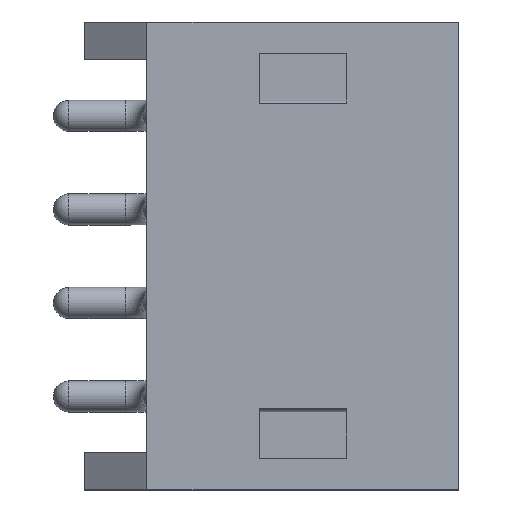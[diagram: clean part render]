
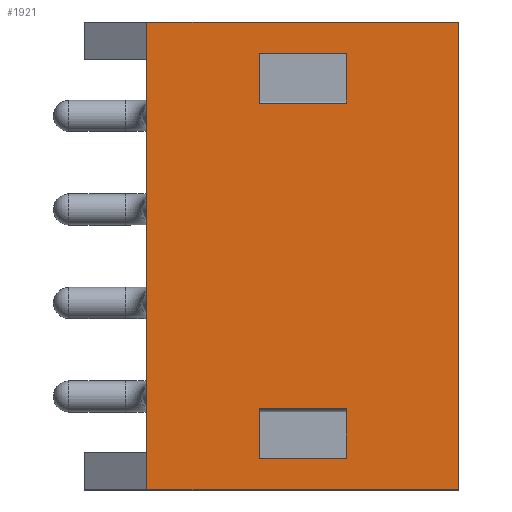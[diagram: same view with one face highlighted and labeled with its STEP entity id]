
A CAD part, top view. The second image highlights one B-rep face of the part: STEP entity #1921.
In plain terms, the highlighted planar face has unit normal (0, 0, 1).
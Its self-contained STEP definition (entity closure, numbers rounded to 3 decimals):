
#23=FACE_BOUND('',#317,.T.);
#24=FACE_BOUND('',#318,.T.);
#87=PLANE('',#2103);
#206=FACE_OUTER_BOUND('',#316,.T.);
#316=EDGE_LOOP('',(#1752,#1753,#1754,#1755));
#317=EDGE_LOOP('',(#1756,#1757,#1758,#1759));
#318=EDGE_LOOP('',(#1760,#1761,#1762,#1763));
#339=LINE('',#2903,#541);
#343=LINE('',#2910,#545);
#370=LINE('',#2966,#572);
#412=LINE('',#3067,#614);
#425=LINE('',#3090,#627);
#434=LINE('',#3106,#636);
#436=LINE('',#3111,#638);
#438=LINE('',#3115,#640);
#505=LINE('',#3249,#707);
#514=LINE('',#3266,#716);
#519=LINE('',#3277,#721);
#520=LINE('',#3278,#722);
#541=VECTOR('',#2304,10.);
#545=VECTOR('',#2310,10.);
#572=VECTOR('',#2349,10.);
#614=VECTOR('',#2437,10.);
#627=VECTOR('',#2456,10.);
#636=VECTOR('',#2469,10.);
#638=VECTOR('',#2473,10.);
#640=VECTOR('',#2477,10.);
#707=VECTOR('',#2600,10.);
#716=VECTOR('',#2611,10.);
#721=VECTOR('',#2628,10.);
#722=VECTOR('',#2629,10.);
#839=VERTEX_POINT('',#2900);
#840=VERTEX_POINT('',#2902);
#842=VERTEX_POINT('',#2908);
#864=VERTEX_POINT('',#2963);
#865=VERTEX_POINT('',#2965);
#901=VERTEX_POINT('',#3065);
#908=VERTEX_POINT('',#3088);
#914=VERTEX_POINT('',#3108);
#915=VERTEX_POINT('',#3110);
#916=VERTEX_POINT('',#3114);
#955=VERTEX_POINT('',#3248);
#962=VERTEX_POINT('',#3264);
#1040=EDGE_CURVE('',#840,#839,#339,.T.);
#1044=EDGE_CURVE('',#839,#842,#343,.T.);
#1071=EDGE_CURVE('',#865,#864,#370,.T.);
#1121=EDGE_CURVE('',#864,#901,#412,.T.);
#1134=EDGE_CURVE('',#908,#901,#425,.T.);
#1143=EDGE_CURVE('',#865,#908,#434,.T.);
#1145=EDGE_CURVE('',#915,#914,#436,.T.);
#1147=EDGE_CURVE('',#916,#915,#438,.T.);
#1214=EDGE_CURVE('',#955,#840,#505,.T.);
#1223=EDGE_CURVE('',#914,#962,#514,.T.);
#1228=EDGE_CURVE('',#842,#955,#519,.T.);
#1229=EDGE_CURVE('',#962,#916,#520,.T.);
#1752=ORIENTED_EDGE('',*,*,#1071,.T.);
#1753=ORIENTED_EDGE('',*,*,#1121,.T.);
#1754=ORIENTED_EDGE('',*,*,#1134,.F.);
#1755=ORIENTED_EDGE('',*,*,#1143,.F.);
#1756=ORIENTED_EDGE('',*,*,#1214,.T.);
#1757=ORIENTED_EDGE('',*,*,#1040,.T.);
#1758=ORIENTED_EDGE('',*,*,#1044,.T.);
#1759=ORIENTED_EDGE('',*,*,#1228,.T.);
#1760=ORIENTED_EDGE('',*,*,#1223,.T.);
#1761=ORIENTED_EDGE('',*,*,#1229,.T.);
#1762=ORIENTED_EDGE('',*,*,#1147,.T.);
#1763=ORIENTED_EDGE('',*,*,#1145,.T.);
#1921=ADVANCED_FACE('',(#206,#23,#24),#87,.T.);
#2103=AXIS2_PLACEMENT_3D('',#3279,#2630,#2631);
#2304=DIRECTION('',(0.,-1.,0.));
#2310=DIRECTION('',(-1.,0.,0.));
#2349=DIRECTION('',(0.,-1.,0.));
#2437=DIRECTION('',(1.,0.,0.));
#2456=DIRECTION('',(0.,-1.,0.));
#2469=DIRECTION('',(1.,0.,0.));
#2473=DIRECTION('',(0.,-1.,0.));
#2477=DIRECTION('',(1.,0.,0.));
#2600=DIRECTION('',(1.,0.,0.));
#2611=DIRECTION('',(-1.,0.,0.));
#2628=DIRECTION('',(0.,1.,0.));
#2629=DIRECTION('',(0.,1.,0.));
#2630=DIRECTION('center_axis',(0.,0.,
1.));
#2631=DIRECTION('ref_axis',(0.,-1.,0.));
#2900=CARTESIAN_POINT('',(0.2,5.6,3.7));
#2902=CARTESIAN_POINT('',(0.2,6.4,3.7));
#2903=CARTESIAN_POINT('',(0.2,6.25,3.7));
#2908=CARTESIAN_POINT('',(-1.2,5.6,3.7));
#2910=CARTESIAN_POINT('',(-2.1,5.6,3.7));
#2963=CARTESIAN_POINT('',(-3.,-0.6,3.7));
#2965=CARTESIAN_POINT('',(-3.,6.9,3.7));
#2966=CARTESIAN_POINT('',(-3.,6.9,3.7));
#3065=CARTESIAN_POINT('',(2.,-0.6,3.7));
#3067=CARTESIAN_POINT('',(-3.,-0.6,3.7));
#3088=CARTESIAN_POINT('',(2.,6.9,3.7));
#3090=CARTESIAN_POINT('',(2.,6.9,3.7));
#3106=CARTESIAN_POINT('',(-3.,6.9,3.7));
#3108=CARTESIAN_POINT('',(0.2,-0.1,3.7));
#3110=CARTESIAN_POINT('',(0.2,0.7,3.7));
#3111=CARTESIAN_POINT('',(0.2,3.8,3.7));
#3114=CARTESIAN_POINT('',(-1.2,0.7,3.7));
#3115=CARTESIAN_POINT('',(-2.1,0.7,3.7));
#3248=CARTESIAN_POINT('',(-1.2,6.4,3.7));
#3249=CARTESIAN_POINT('',(-1.4,6.4,3.7));
#3264=CARTESIAN_POINT('',(-1.2,-0.1,3.7));
#3266=CARTESIAN_POINT('',(-1.4,-0.1,3.7));
#3277=CARTESIAN_POINT('',(-1.2,6.65,3.7));
#3278=CARTESIAN_POINT('',(-1.2,3.4,3.7));
#3279=CARTESIAN_POINT('Origin',(-3.,6.9,3.7));
